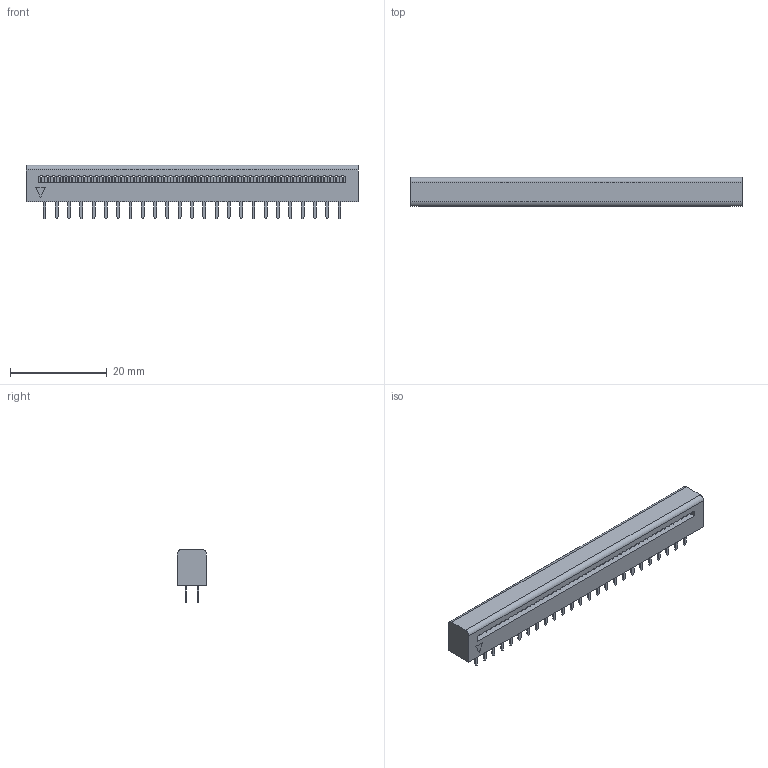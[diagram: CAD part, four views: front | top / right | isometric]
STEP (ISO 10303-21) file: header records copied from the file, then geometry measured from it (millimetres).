
FILE_DESCRIPTION(('STEP AP214'), '1');
FILE_NAME('DS1018 (FDC CONNFLY)', '2018-12-17T16:37:07', ('Egor'), (''), 'ASCON STEP Converter 1.3', 'ASCON Math Kernel', '');
FILE_SCHEMA(('AUTOMOTIVE_DESIGN { 1 0 10303 214 3 1 1}'));
Length unit declared in the file: millimetre
Bounding box: 68.6 x 6.05 x 11.1 mm (x, y, z)
Volume: 2457.1 mm3; surface area: 3233 mm2
Topology: 1 solids, 1 shells, 1068 faces, 2745 edges, 1830 vertices
Faces by surface type: plane 966, cylinder 102
Entity records: 40525 total; most frequent: CARTESIAN_POINT 5644, ORIENTED_EDGE 5490, DIRECTION 5087, EDGE_CURVE 2745, LINE 2541, VECTOR 2541, VERTEX_POINT 1830, AXIS2_PLACEMENT_3D 1273
